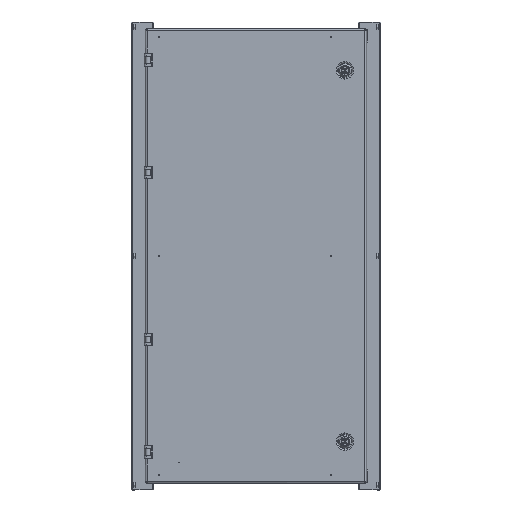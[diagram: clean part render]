
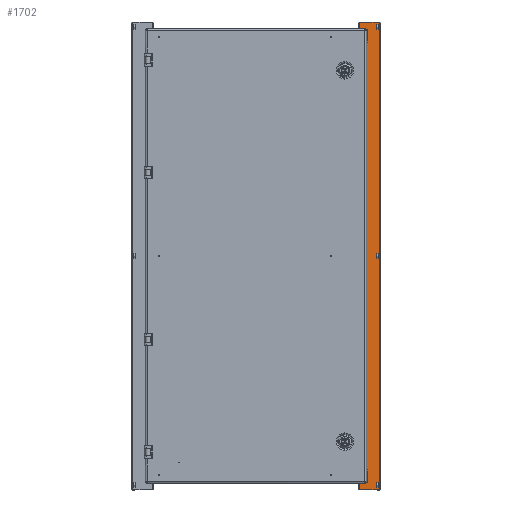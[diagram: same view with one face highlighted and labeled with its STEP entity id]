
A CAD part, top view. The second image highlights one B-rep face of the part: STEP entity #1702.
In plain terms, the highlighted face is planar.
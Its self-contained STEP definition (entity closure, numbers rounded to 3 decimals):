
#900 = CARTESIAN_POINT ( 'NONE',  ( 14., 470., 0. ) ) ;
#1010 = VECTOR ( 'NONE', #7508, 1000. ) ;
#1167 = VERTEX_POINT ( 'NONE', #15774 ) ;
#1194 = LINE ( 'NONE', #12628, #12196 ) ;
#1319 = DIRECTION ( 'NONE',  ( 1., 0., 0. ) ) ;
#1436 = VERTEX_POINT ( 'NONE', #3721 ) ;
#1702 = ADVANCED_FACE ( 'NONE', ( #9632, #15301, #18679, #14801, #5233 ), #19826, .T. ) ;
#2327 = CARTESIAN_POINT ( 'NONE',  ( 17.5, -470., 0. ) ) ;
#2412 = AXIS2_PLACEMENT_3D ( 'NONE', #15663, #6282, #1319 ) ;
#2609 = LINE ( 'NONE', #16380, #18720 ) ;
#2669 = DIRECTION ( 'NONE',  ( 0., 0., 1. ) ) ;
#2806 = DIRECTION ( 'NONE',  ( 0., 0., 1. ) ) ;
#2891 = VERTEX_POINT ( 'NONE', #11767 ) ;
#3024 = EDGE_LOOP ( 'NONE', ( #16240, #15363, #4929, #7609 ) ) ;
#3056 = VECTOR ( 'NONE', #15403, 1000. ) ;
#3118 = DIRECTION ( 'NONE',  ( 1., 0., 0. ) ) ;
#3414 = CIRCLE ( 'NONE', #7995, 3.5 ) ;
#3721 = CARTESIAN_POINT ( 'NONE',  ( 17.5, 200., 0. ) ) ;
#4019 = CARTESIAN_POINT ( 'NONE',  ( 10.5, -200., 0. ) ) ;
#4079 = CIRCLE ( 'NONE', #19710, 3.5 ) ;
#4362 = CIRCLE ( 'NONE', #15118, 3.5 ) ;
#4379 = DIRECTION ( 'NONE',  ( 1., 0., 0. ) ) ;
#4728 = VERTEX_POINT ( 'NONE', #20076 ) ;
#4850 = DIRECTION ( 'NONE',  ( 0., 0., -1. ) ) ;
#4877 = CARTESIAN_POINT ( 'NONE',  ( 23.121, -561., 0. ) ) ;
#4929 = ORIENTED_EDGE ( 'NONE', *, *, #13685, .F. ) ;
#4986 = CARTESIAN_POINT ( 'NONE',  ( 14., -470., 0. ) ) ;
#4988 = EDGE_LOOP ( 'NONE', ( #7819, #9104 ) ) ;
#5233 = FACE_OUTER_BOUND ( 'NONE', #3024, .T. ) ;
#5299 = DIRECTION ( 'NONE',  ( 0., -1., 0. ) ) ;
#5593 = CIRCLE ( 'NONE', #11081, 3.5 ) ;
#5598 = CARTESIAN_POINT ( 'NONE',  ( 17.5, 470., 0. ) ) ;
#5630 = VERTEX_POINT ( 'NONE', #2327 ) ;
#5897 = CIRCLE ( 'NONE', #2412, 3.5 ) ;
#5955 = CARTESIAN_POINT ( 'NONE',  ( -26.5, 561., 0. ) ) ;
#6282 = DIRECTION ( 'NONE',  ( 0., 0., 1. ) ) ;
#7259 = EDGE_CURVE ( 'NONE', #12971, #17433, #9298, .T. ) ;
#7474 = CIRCLE ( 'NONE', #8186, 3.5 ) ;
#7508 = DIRECTION ( 'NONE',  ( -1., 0., 0. ) ) ;
#7609 = ORIENTED_EDGE ( 'NONE', *, *, #10230, .F. ) ;
#7794 = EDGE_CURVE ( 'NONE', #4728, #11539, #3414, .T. ) ;
#7819 = ORIENTED_EDGE ( 'NONE', *, *, #14481, .F. ) ;
#7846 = CARTESIAN_POINT ( 'NONE',  ( 14., -200., 0. ) ) ;
#7992 = CARTESIAN_POINT ( 'NONE',  ( 23.121, -561., 0. ) ) ;
#7995 = AXIS2_PLACEMENT_3D ( 'NONE', #18304, #2806, #4379 ) ;
#8186 = AXIS2_PLACEMENT_3D ( 'NONE', #15956, #16017, #12757 ) ;
#8204 = ORIENTED_EDGE ( 'NONE', *, *, #16469, .F. ) ;
#8307 = ORIENTED_EDGE ( 'NONE', *, *, #7794, .T. ) ;
#9104 = ORIENTED_EDGE ( 'NONE', *, *, #15149, .F. ) ;
#9298 = LINE ( 'NONE', #5955, #1010 ) ;
#9629 = EDGE_CURVE ( 'NONE', #11539, #4728, #4362, .T. ) ;
#9632 = FACE_BOUND ( 'NONE', #17670, .T. ) ;
#9681 = EDGE_CURVE ( 'NONE', #2891, #1436, #18529, .T. ) ;
#9959 = ORIENTED_EDGE ( 'NONE', *, *, #13623, .F. ) ;
#10122 = VERTEX_POINT ( 'NONE', #11376 ) ;
#10230 = EDGE_CURVE ( 'NONE', #17433, #1167, #2609, .T. ) ;
#10283 = ORIENTED_EDGE ( 'NONE', *, *, #11209, .T. ) ;
#10329 = AXIS2_PLACEMENT_3D ( 'NONE', #7846, #4850, #18769 ) ;
#10367 = CIRCLE ( 'NONE', #10329, 3.5 ) ;
#10514 = DIRECTION ( 'NONE',  ( 0., 0., 1. ) ) ;
#10624 = LINE ( 'NONE', #7992, #3056 ) ;
#10844 = CARTESIAN_POINT ( 'NONE',  ( 14., -200., 0. ) ) ;
#10975 = DIRECTION ( 'NONE',  ( 0., 0., -1. ) ) ;
#11081 = AXIS2_PLACEMENT_3D ( 'NONE', #10844, #10975, #3118 ) ;
#11209 = EDGE_CURVE ( 'NONE', #1436, #2891, #5897, .T. ) ;
#11376 = CARTESIAN_POINT ( 'NONE',  ( 17.5, -200., 0. ) ) ;
#11539 = VERTEX_POINT ( 'NONE', #5598 ) ;
#11767 = CARTESIAN_POINT ( 'NONE',  ( 10.5, 200., 0. ) ) ;
#12196 = VECTOR ( 'NONE', #14396, 1000. ) ;
#12587 = DIRECTION ( 'NONE',  ( 0., 0., -1. ) ) ;
#12628 = CARTESIAN_POINT ( 'NONE',  ( -26.5, -561., 0. ) ) ;
#12757 = DIRECTION ( 'NONE',  ( 1., 0., 0. ) ) ;
#12763 = AXIS2_PLACEMENT_3D ( 'NONE', #18863, #15681, #18668 ) ;
#12971 = VERTEX_POINT ( 'NONE', #18532 ) ;
#13623 = EDGE_CURVE ( 'NONE', #14752, #10122, #5593, .T. ) ;
#13642 = EDGE_LOOP ( 'NONE', ( #10283, #18757 ) ) ;
#13685 = EDGE_CURVE ( 'NONE', #1167, #20108, #1194, .T. ) ;
#14082 = DIRECTION ( 'NONE',  ( 1., 0., 0. ) ) ;
#14396 = DIRECTION ( 'NONE',  ( 1., 0., 0. ) ) ;
#14481 = EDGE_CURVE ( 'NONE', #5630, #17953, #4079, .T. ) ;
#14752 = VERTEX_POINT ( 'NONE', #4019 ) ;
#14801 = FACE_BOUND ( 'NONE', #20190, .T. ) ;
#15118 = AXIS2_PLACEMENT_3D ( 'NONE', #900, #2669, #18109 ) ;
#15149 = EDGE_CURVE ( 'NONE', #17953, #5630, #7474, .T. ) ;
#15301 = FACE_BOUND ( 'NONE', #4988, .T. ) ;
#15363 = ORIENTED_EDGE ( 'NONE', *, *, #19301, .F. ) ;
#15403 = DIRECTION ( 'NONE',  ( 0., 1., 0. ) ) ;
#15663 = CARTESIAN_POINT ( 'NONE',  ( 14., 200., 0. ) ) ;
#15681 = DIRECTION ( 'NONE',  ( 0., 0., -1. ) ) ;
#15774 = CARTESIAN_POINT ( 'NONE',  ( -23.121, -561., 0. ) ) ;
#15956 = CARTESIAN_POINT ( 'NONE',  ( 14., -470., 0. ) ) ;
#16017 = DIRECTION ( 'NONE',  ( 0., 0., -1. ) ) ;
#16240 = ORIENTED_EDGE ( 'NONE', *, *, #7259, .F. ) ;
#16380 = CARTESIAN_POINT ( 'NONE',  ( -23.121, 561., 0. ) ) ;
#16469 = EDGE_CURVE ( 'NONE', #10122, #14752, #10367, .T. ) ;
#16474 = DIRECTION ( 'NONE',  ( 1., 0., 0. ) ) ;
#17433 = VERTEX_POINT ( 'NONE', #18919 ) ;
#17648 = ORIENTED_EDGE ( 'NONE', *, *, #9629, .T. ) ;
#17670 = EDGE_LOOP ( 'NONE', ( #8204, #9959 ) ) ;
#17953 = VERTEX_POINT ( 'NONE', #18690 ) ;
#18109 = DIRECTION ( 'NONE',  ( 1., 0., 0. ) ) ;
#18304 = CARTESIAN_POINT ( 'NONE',  ( 14., 470., 0. ) ) ;
#18306 = CARTESIAN_POINT ( 'NONE',  ( 14., 200., 0. ) ) ;
#18360 = AXIS2_PLACEMENT_3D ( 'NONE', #18306, #10514, #16474 ) ;
#18529 = CIRCLE ( 'NONE', #18360, 3.5 ) ;
#18532 = CARTESIAN_POINT ( 'NONE',  ( 23.121, 561., 0. ) ) ;
#18668 = DIRECTION ( 'NONE',  ( -1., 0., 0. ) ) ;
#18679 = FACE_BOUND ( 'NONE', #13642, .T. ) ;
#18690 = CARTESIAN_POINT ( 'NONE',  ( 10.5, -470., 0. ) ) ;
#18720 = VECTOR ( 'NONE', #5299, 1000. ) ;
#18757 = ORIENTED_EDGE ( 'NONE', *, *, #9681, .T. ) ;
#18769 = DIRECTION ( 'NONE',  ( 1., 0., 0. ) ) ;
#18863 = CARTESIAN_POINT ( 'NONE',  ( 26.5, 561., 0. ) ) ;
#18919 = CARTESIAN_POINT ( 'NONE',  ( -23.121, 561., 0. ) ) ;
#19301 = EDGE_CURVE ( 'NONE', #20108, #12971, #10624, .T. ) ;
#19710 = AXIS2_PLACEMENT_3D ( 'NONE', #4986, #12587, #14082 ) ;
#19826 = PLANE ( 'NONE',  #12763 ) ;
#20076 = CARTESIAN_POINT ( 'NONE',  ( 10.5, 470., 0. ) ) ;
#20108 = VERTEX_POINT ( 'NONE', #4877 ) ;
#20190 = EDGE_LOOP ( 'NONE', ( #17648, #8307 ) ) ;
